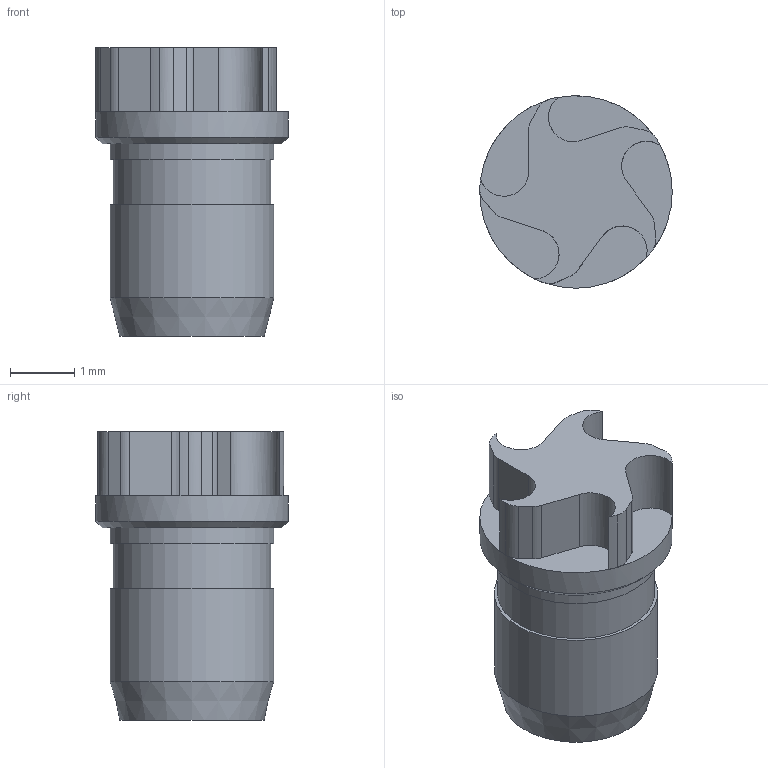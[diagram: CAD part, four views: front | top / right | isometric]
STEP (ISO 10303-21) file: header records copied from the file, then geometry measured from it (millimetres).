
FILE_DESCRIPTION(/* description */ (''),/* implementation_level */ '2;1');
FILE_NAME(/* name */ '3.2mm.step',/* time_stamp */ '2023-08-05T18:46:16+01:00',/* author */ (''),/* organization */ (''),/* preprocessor_version */ 'ST-DEVELOPER v20',/* originating_system */ 'Autodesk Translation Framework v12.9.0.99',/* authorisation */ '');
FILE_SCHEMA (('AUTOMOTIVE_DESIGN { 1 0 10303 214 3 1 1 }'));
Length unit declared in the file: millimetre
Products named in the file (1): 3.2mm
Bounding box: 3 x 3 x 4.5 mm (x, y, z)
Volume: 13.7 mm3; surface area: 71.2 mm2
Topology: 1 solids, 1 shells, 53 faces, 129 edges, 82 vertices
Faces by surface type: plane 26, cylinder 25, cone 2
Full cylindrical faces by diameter (mm): 1.83 x1, 2.45 x1, 2.55 x2, 3 x1
Entity records: 1612 total; most frequent: DIRECTION 309, CARTESIAN_POINT 265, ORIENTED_EDGE 258, EDGE_CURVE 129, AXIS2_PLACEMENT_3D 126, VERTEX_POINT 82, CIRCLE 72, LINE 57
